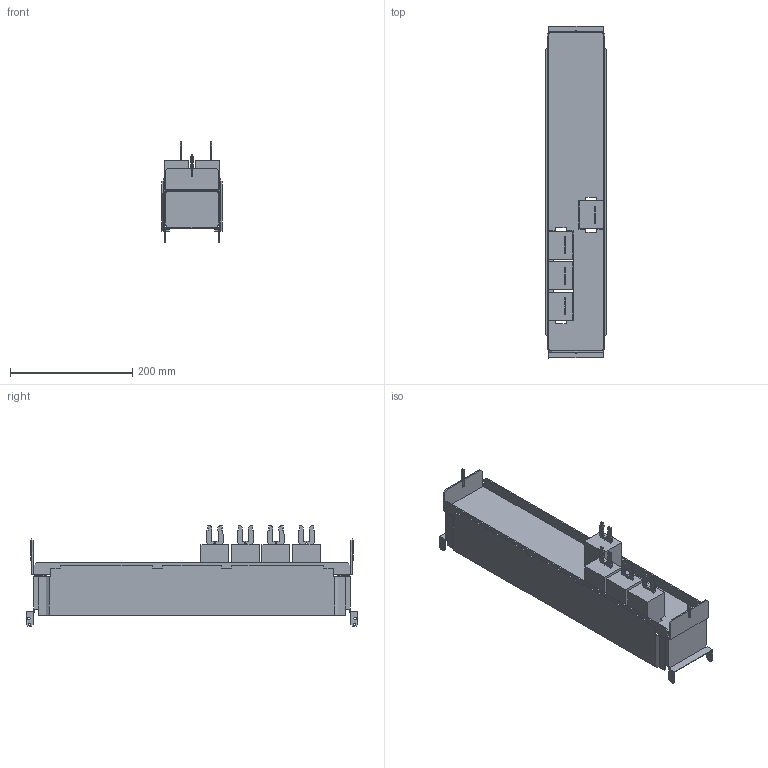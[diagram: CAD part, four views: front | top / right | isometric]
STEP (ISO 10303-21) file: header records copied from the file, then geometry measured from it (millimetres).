
FILE_DESCRIPTION((''),'2;1');
FILE_NAME('1SEP622559R0002','2023-08-16T21:57:39',('sarey'),(''),'CREO PARAMETRIC BY PTC INC, 2017260','CREO PARAMETRIC BY PTC INC, 2017260','');
FILE_SCHEMA(('AUTOMOTIVE_DESIGN { 1 0 10303 214 1 1 1 1 }'));
Length unit declared in the file: millimetre
Products named in the file (1): 1SEP622559R0002
Bounding box: 99.01 x 544 x 164.6 mm (x, y, z)
Surface area: 404598.7 mm2 (no closed solid volume)
Topology: 0 solids, 13 shells, 539 faces, 1580 edges, 1062 vertices
Faces by surface type: plane 495, cylinder 44
Entity records: 23231 total; most frequent: CARTESIAN_POINT 3382, ORIENTED_EDGE 3108, DIRECTION 2727, EDGE_CURVE 1580, PRESENTATION_STYLE_ASSIGNMENT 1515, VECTOR 1449, LINE 1449, STYLED_ITEM 1419
